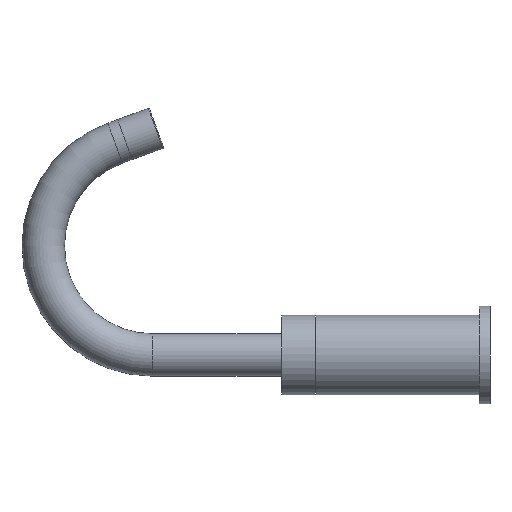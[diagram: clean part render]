
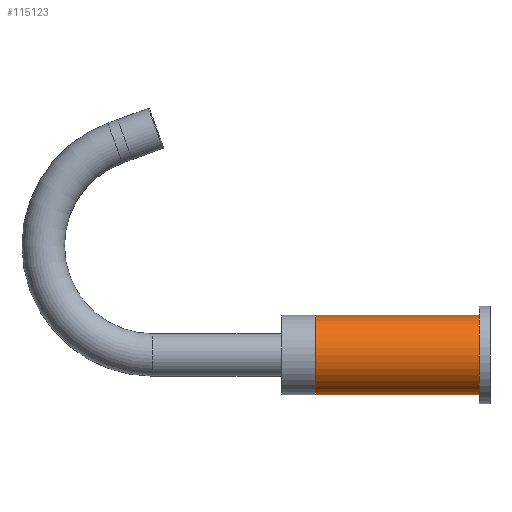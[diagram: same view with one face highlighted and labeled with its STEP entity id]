
A CAD part, left-side view. The second image highlights one B-rep face of the part: STEP entity #115123.
In plain terms, the highlighted cylindrical face has radius 22.5 mm (diameter 45 mm), a partial arc.
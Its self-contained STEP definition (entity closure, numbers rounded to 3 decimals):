
#662 = DIRECTION ( 'NONE',  ( 0., 0., 1. ) ) ;
#6864 = CARTESIAN_POINT ( 'NONE',  ( 0., 92.5, 22.5 ) ) ;
#7019 = CIRCLE ( 'NONE', #140946, 22.5 ) ;
#8975 = VECTOR ( 'NONE', #81766, 1000. ) ;
#13753 = EDGE_CURVE ( 'NONE', #117115, #97203, #68830, .T. ) ;
#14520 = DIRECTION ( 'NONE',  ( 0., 1., 0. ) ) ;
#20048 = CARTESIAN_POINT ( 'NONE',  ( 0., 0., 22.5 ) ) ;
#25300 = EDGE_CURVE ( 'NONE', #97203, #106757, #7019, .T. ) ;
#31431 = CARTESIAN_POINT ( 'NONE',  ( 0., 128.962, 0. ) ) ;
#38803 = CARTESIAN_POINT ( 'NONE',  ( 0., 0., -22.5 ) ) ;
#42240 = DIRECTION ( 'NONE',  ( 0., 0., 1. ) ) ;
#53769 = CARTESIAN_POINT ( 'NONE',  ( 0., 92.5, -22.5 ) ) ;
#56517 = AXIS2_PLACEMENT_3D ( 'NONE', #31431, #98915, #42240 ) ;
#60091 = CYLINDRICAL_SURFACE ( 'NONE', #56517, 22.5 ) ;
#62262 = EDGE_CURVE ( 'NONE', #117115, #111858, #70477, .T. ) ;
#63612 = CARTESIAN_POINT ( 'NONE',  ( 0., 92.5, 0. ) ) ;
#67032 = ORIENTED_EDGE ( 'NONE', *, *, #13753, .F. ) ;
#68058 = DIRECTION ( 'NONE',  ( 0., 1., 0. ) ) ;
#68830 = LINE ( 'NONE', #70424, #8975 ) ;
#70424 = CARTESIAN_POINT ( 'NONE',  ( 0., 128.962, -22.5 ) ) ;
#70477 = CIRCLE ( 'NONE', #80070, 22.5 ) ;
#74967 = DIRECTION ( 'NONE',  ( 0., 0., 1. ) ) ;
#80070 = AXIS2_PLACEMENT_3D ( 'NONE', #135516, #68058, #662 ) ;
#81766 = DIRECTION ( 'NONE',  ( 0., 1., 0. ) ) ;
#89750 = ORIENTED_EDGE ( 'NONE', *, *, #25300, .F. ) ;
#93272 = CARTESIAN_POINT ( 'NONE',  ( 0., 128.962, 22.5 ) ) ;
#93522 = ORIENTED_EDGE ( 'NONE', *, *, #62262, .T. ) ;
#97203 = VERTEX_POINT ( 'NONE', #53769 ) ;
#98915 = DIRECTION ( 'NONE',  ( 0., 1., 0. ) ) ;
#106757 = VERTEX_POINT ( 'NONE', #6864 ) ;
#109649 = EDGE_CURVE ( 'NONE', #111858, #106757, #145124, .T. ) ;
#111858 = VERTEX_POINT ( 'NONE', #20048 ) ;
#112797 = ORIENTED_EDGE ( 'NONE', *, *, #109649, .T. ) ;
#115123 = ADVANCED_FACE ( 'NONE', ( #120112 ), #60091, .T. ) ;
#115278 = VECTOR ( 'NONE', #14520, 1000. ) ;
#117115 = VERTEX_POINT ( 'NONE', #38803 ) ;
#120112 = FACE_OUTER_BOUND ( 'NONE', #143123, .T. ) ;
#135516 = CARTESIAN_POINT ( 'NONE',  ( 0., 0., 0. ) ) ;
#140946 = AXIS2_PLACEMENT_3D ( 'NONE', #63612, #142420, #74967 ) ;
#142420 = DIRECTION ( 'NONE',  ( 0., 1., 0. ) ) ;
#143123 = EDGE_LOOP ( 'NONE', ( #67032, #93522, #112797, #89750 ) ) ;
#145124 = LINE ( 'NONE', #93272, #115278 ) ;
